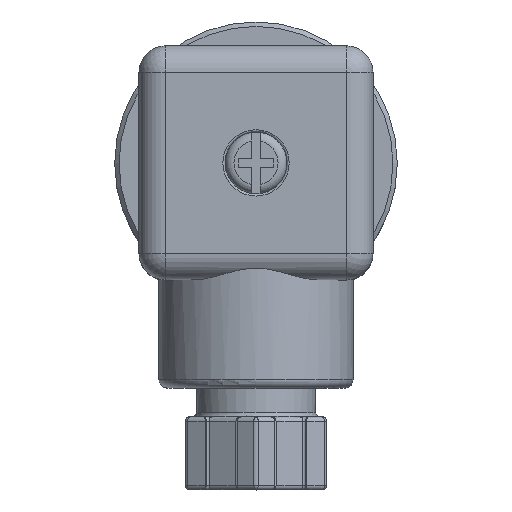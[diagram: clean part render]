
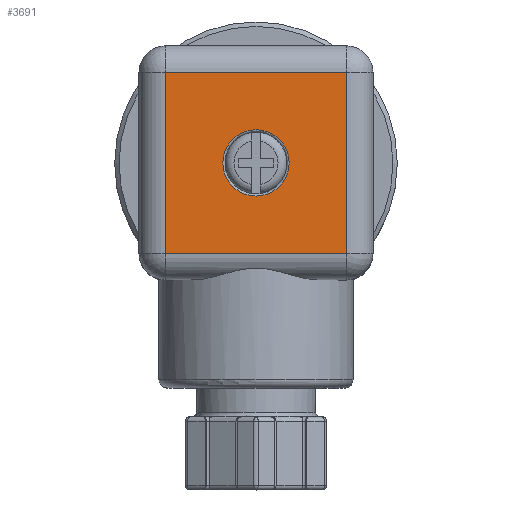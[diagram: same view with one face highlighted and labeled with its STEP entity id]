
A CAD part, top view. The second image highlights one B-rep face of the part: STEP entity #3691.
In plain terms, the highlighted planar face has unit normal (0, 0, 1).
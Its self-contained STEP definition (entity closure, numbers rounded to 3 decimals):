
#349=LINE('',#7052,#536);
#350=LINE('',#7054,#537);
#351=LINE('',#7056,#538);
#352=LINE('',#7057,#539);
#536=VECTOR('',#5146,10.);
#537=VECTOR('',#5147,10.);
#538=VECTOR('',#5148,10.);
#539=VECTOR('',#5149,10.);
#889=FACE_BOUND('',#1364,.T.);
#1105=FACE_OUTER_BOUND('',#1363,.T.);
#1363=EDGE_LOOP('',(#3277,#3278,#3279,#3280));
#1364=EDGE_LOOP('',(#3281));
#1601=CIRCLE('',#4130,3.75);
#1886=VERTEX_POINT('',#7046);
#1887=VERTEX_POINT('',#7050);
#1888=VERTEX_POINT('',#7051);
#1889=VERTEX_POINT('',#7053);
#1890=VERTEX_POINT('',#7055);
#2359=EDGE_CURVE('',#1886,#1886,#1601,.T.);
#2360=EDGE_CURVE('',#1887,#1888,#349,.T.);
#2361=EDGE_CURVE('',#1889,#1887,#350,.T.);
#2362=EDGE_CURVE('',#1890,#1889,#351,.T.);
#2363=EDGE_CURVE('',#1888,#1890,#352,.T.);
#3277=ORIENTED_EDGE('',*,*,#2360,.F.);
#3278=ORIENTED_EDGE('',*,*,#2361,.F.);
#3279=ORIENTED_EDGE('',*,*,#2362,.F.);
#3280=ORIENTED_EDGE('',*,*,#2363,.F.);
#3281=ORIENTED_EDGE('',*,*,#2359,.F.);
#3475=PLANE('',#4132);
#3691=ADVANCED_FACE('',(#1105,#889),#3475,.T.);
#4130=AXIS2_PLACEMENT_3D('',#7047,#5140,#5141);
#4132=AXIS2_PLACEMENT_3D('',#7049,#5144,#5145);
#5140=DIRECTION('center_axis',(0.,0.,1.));
#5141=DIRECTION('ref_axis',(-1.,0.,0.));
#5144=DIRECTION('center_axis',(0.,0.,1.));
#5145=DIRECTION('ref_axis',(1.,0.,0.));
#5146=DIRECTION('',(0.,-1.,0.));
#5147=DIRECTION('',(1.,0.,0.));
#5148=DIRECTION('',(0.,1.,0.));
#5149=DIRECTION('',(-1.,0.,0.));
#7046=CARTESIAN_POINT('',(3.75,0.,83.));
#7047=CARTESIAN_POINT('Origin',(0.,0.,
83.));
#7049=CARTESIAN_POINT('Origin',(0.,0.,
83.));
#7050=CARTESIAN_POINT('',(10.25,10.25,83.));
#7051=CARTESIAN_POINT('',(10.25,-10.25,83.));
#7052=CARTESIAN_POINT('',(10.25,-6.625,83.));
#7053=CARTESIAN_POINT('',(-10.25,10.25,83.));
#7054=CARTESIAN_POINT('',(6.625,10.25,83.));
#7055=CARTESIAN_POINT('',(-10.25,-10.25,83.));
#7056=CARTESIAN_POINT('',(-10.25,6.625,83.));
#7057=CARTESIAN_POINT('',(-6.625,-10.25,83.));
